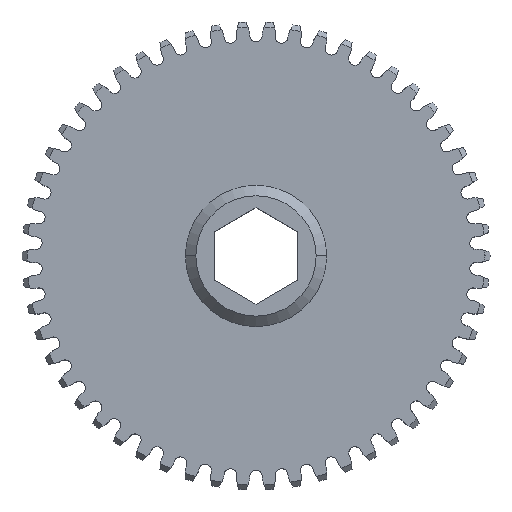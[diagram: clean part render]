
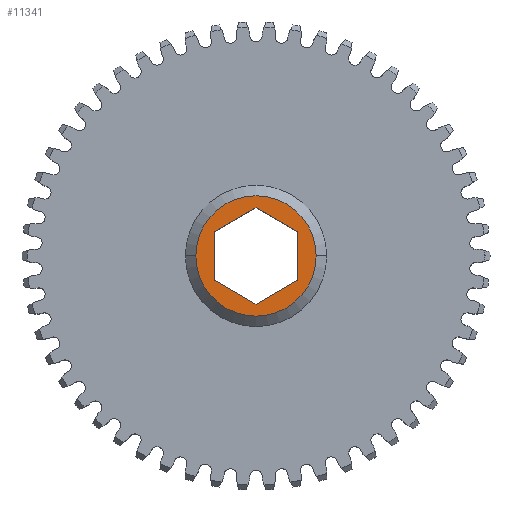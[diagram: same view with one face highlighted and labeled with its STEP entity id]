
A CAD part, top view. The second image highlights one B-rep face of the part: STEP entity #11341.
In plain terms, the highlighted planar face has unit normal (0, 0, 1).
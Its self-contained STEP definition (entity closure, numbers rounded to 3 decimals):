
#104 = VERTEX_POINT ( 'NONE', #27246 ) ;
#244 = ORIENTED_EDGE ( 'NONE', *, *, #26636, .F. ) ;
#417 = EDGE_CURVE ( 'NONE', #1205, #12833, #900, .T. ) ;
#814 = ORIENTED_EDGE ( 'NONE', *, *, #2354, .F. ) ;
#900 = LINE ( 'NONE', #9843, #4501 ) ;
#1205 = VERTEX_POINT ( 'NONE', #12947 ) ;
#2354 = EDGE_CURVE ( 'NONE', #104, #25099, #5765, .T. ) ;
#2705 = DIRECTION ( 'NONE',  ( -0.866, 0.5, 0. ) ) ;
#2995 = CARTESIAN_POINT ( 'NONE',  ( 9.144, 0., 6.35 ) ) ;
#3047 = DIRECTION ( 'NONE',  ( 1., 0., 0. ) ) ;
#3439 = ORIENTED_EDGE ( 'NONE', *, *, #417, .F. ) ;
#3527 = VECTOR ( 'NONE', #5502, 1000. ) ;
#4489 = EDGE_CURVE ( 'NONE', #11488, #1205, #24495, .T. ) ;
#4501 = VECTOR ( 'NONE', #8080, 1000. ) ;
#4592 = CARTESIAN_POINT ( 'NONE',  ( 0., 0., 6.35 ) ) ;
#4894 = EDGE_CURVE ( 'NONE', #12833, #16987, #13575, .T. ) ;
#5502 = DIRECTION ( 'NONE',  ( 0.866, -0.5, 0. ) ) ;
#5746 = ORIENTED_EDGE ( 'NONE', *, *, #26640, .F. ) ;
#5765 = LINE ( 'NONE', #26049, #14416 ) ;
#5846 = VERTEX_POINT ( 'NONE', #17399 ) ;
#6497 = EDGE_CURVE ( 'NONE', #16987, #104, #14707, .T. ) ;
#7599 = CARTESIAN_POINT ( 'NONE',  ( 0., -7.332, 6.35 ) ) ;
#8080 = DIRECTION ( 'NONE',  ( 0., 1., 0. ) ) ;
#9005 = AXIS2_PLACEMENT_3D ( 'NONE', #28960, #27040, #3047 ) ;
#9843 = CARTESIAN_POINT ( 'NONE',  ( 6.35, 0., 6.35 ) ) ;
#10726 = VECTOR ( 'NONE', #2705, 1000. ) ;
#11341 = ADVANCED_FACE ( 'NONE', ( #17925, #13522 ), #20268, .T. ) ;
#11488 = VERTEX_POINT ( 'NONE', #7599 ) ;
#12077 = CARTESIAN_POINT ( 'NONE',  ( -3.175, 5.499, 6.35 ) ) ;
#12430 = ORIENTED_EDGE ( 'NONE', *, *, #4894, .F. ) ;
#12468 = EDGE_LOOP ( 'NONE', ( #5746, #814, #21008, #12430, #3439, #24820 ) ) ;
#12833 = VERTEX_POINT ( 'NONE', #27655 ) ;
#12947 = CARTESIAN_POINT ( 'NONE',  ( 6.35, -3.666, 6.35 ) ) ;
#13522 = FACE_OUTER_BOUND ( 'NONE', #24065, .T. ) ;
#13575 = LINE ( 'NONE', #14003, #10726 ) ;
#14003 = CARTESIAN_POINT ( 'NONE',  ( 3.175, 5.499, 6.35 ) ) ;
#14044 = VECTOR ( 'NONE', #21023, 1000. ) ;
#14320 = DIRECTION ( 'NONE',  ( 0., 0., -1. ) ) ;
#14416 = VECTOR ( 'NONE', #19706, 1000. ) ;
#14707 = LINE ( 'NONE', #12077, #14044 ) ;
#15156 = VECTOR ( 'NONE', #19782, 1000. ) ;
#15749 = DIRECTION ( 'NONE',  ( 0., 0., -1. ) ) ;
#15758 = CARTESIAN_POINT ( 'NONE',  ( 0., 7.332, 6.35 ) ) ;
#16665 = DIRECTION ( 'NONE',  ( -1., 0., 0. ) ) ;
#16967 = LINE ( 'NONE', #27856, #3527 ) ;
#16987 = VERTEX_POINT ( 'NONE', #15758 ) ;
#17057 = VERTEX_POINT ( 'NONE', #2995 ) ;
#17200 = ORIENTED_EDGE ( 'NONE', *, *, #19610, .F. ) ;
#17289 = CARTESIAN_POINT ( 'NONE',  ( 3.175, -5.499, 6.35 ) ) ;
#17399 = CARTESIAN_POINT ( 'NONE',  ( -9.144, 0., 6.35 ) ) ;
#17925 = FACE_BOUND ( 'NONE', #12468, .T. ) ;
#18533 = AXIS2_PLACEMENT_3D ( 'NONE', #21512, #14320, #16665 ) ;
#19610 = EDGE_CURVE ( 'NONE', #17057, #5846, #20997, .T. ) ;
#19706 = DIRECTION ( 'NONE',  ( 0., -1., 0. ) ) ;
#19782 = DIRECTION ( 'NONE',  ( 0.866, 0.5, 0. ) ) ;
#20268 = PLANE ( 'NONE',  #9005 ) ;
#20997 = CIRCLE ( 'NONE', #24770, 9.144 ) ;
#21008 = ORIENTED_EDGE ( 'NONE', *, *, #6497, .F. ) ;
#21023 = DIRECTION ( 'NONE',  ( -0.866, -0.5, 0. ) ) ;
#21512 = CARTESIAN_POINT ( 'NONE',  ( 0., 0., 6.35 ) ) ;
#21800 = CIRCLE ( 'NONE', #18533, 9.144 ) ;
#22207 = CARTESIAN_POINT ( 'NONE',  ( -6.35, -3.666, 6.35 ) ) ;
#24065 = EDGE_LOOP ( 'NONE', ( #244, #17200 ) ) ;
#24495 = LINE ( 'NONE', #17289, #15156 ) ;
#24770 = AXIS2_PLACEMENT_3D ( 'NONE', #4592, #15749, #27085 ) ;
#24820 = ORIENTED_EDGE ( 'NONE', *, *, #4489, .F. ) ;
#25099 = VERTEX_POINT ( 'NONE', #22207 ) ;
#26049 = CARTESIAN_POINT ( 'NONE',  ( -6.35, 0., 6.35 ) ) ;
#26636 = EDGE_CURVE ( 'NONE', #5846, #17057, #21800, .T. ) ;
#26640 = EDGE_CURVE ( 'NONE', #25099, #11488, #16967, .T. ) ;
#27040 = DIRECTION ( 'NONE',  ( 0., 0., 1. ) ) ;
#27085 = DIRECTION ( 'NONE',  ( -1., 0., 0. ) ) ;
#27246 = CARTESIAN_POINT ( 'NONE',  ( -6.35, 3.666, 6.35 ) ) ;
#27655 = CARTESIAN_POINT ( 'NONE',  ( 6.35, 3.666, 6.35 ) ) ;
#27856 = CARTESIAN_POINT ( 'NONE',  ( -3.175, -5.499, 6.35 ) ) ;
#28960 = CARTESIAN_POINT ( 'NONE',  ( 0., 0., 6.35 ) ) ;
